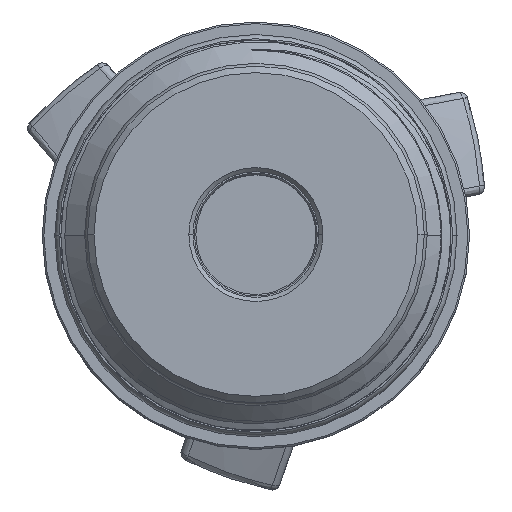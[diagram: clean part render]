
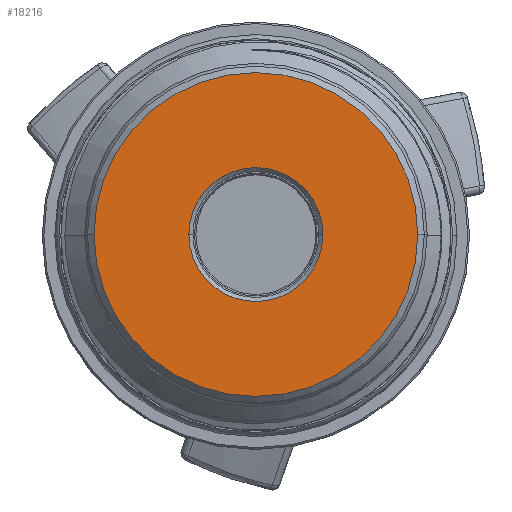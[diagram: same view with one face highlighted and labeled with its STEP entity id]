
A CAD part, top view. The second image highlights one B-rep face of the part: STEP entity #18216.
In plain terms, the highlighted planar face has unit normal (0, 0, 1).
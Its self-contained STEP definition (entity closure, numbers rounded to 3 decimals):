
#2204 = AXIS2_PLACEMENT_3D ( 'NONE', #11668, #4961, #7112 ) ;
#2518 = VERTEX_POINT ( 'NONE', #22941 ) ;
#3280 = DIRECTION ( 'NONE',  ( 0., 0., -1. ) ) ;
#3640 = DIRECTION ( 'NONE',  ( 0., 0., -1. ) ) ;
#3641 = VERTEX_POINT ( 'NONE', #18276 ) ;
#3721 = ORIENTED_EDGE ( 'NONE', *, *, #23601, .T. ) ;
#4862 = AXIS2_PLACEMENT_3D ( 'NONE', #15554, #3640, #15345 ) ;
#4961 = DIRECTION ( 'NONE',  ( 0., 0., 1. ) ) ;
#4993 = CIRCLE ( 'NONE', #9864, 19.84 ) ;
#7039 = DIRECTION ( 'NONE',  ( 0., 0., -1. ) ) ;
#7112 = DIRECTION ( 'NONE',  ( 1., 0., 0. ) ) ;
#8076 = FACE_OUTER_BOUND ( 'NONE', #14723, .T. ) ;
#8158 = CARTESIAN_POINT ( 'NONE',  ( -19.84, 0., 96.16 ) ) ;
#8852 = AXIS2_PLACEMENT_3D ( 'NONE', #27803, #7039, #9483 ) ;
#9483 = DIRECTION ( 'NONE',  ( -1., 0., 0. ) ) ;
#9864 = AXIS2_PLACEMENT_3D ( 'NONE', #15847, #13198, #27346 ) ;
#10757 = VERTEX_POINT ( 'NONE', #16002 ) ;
#11668 = CARTESIAN_POINT ( 'NONE',  ( 0., 0., 96.16 ) ) ;
#12059 = CIRCLE ( 'NONE', #18715, 8.21 ) ;
#12672 = CIRCLE ( 'NONE', #2204, 19.84 ) ;
#12795 = EDGE_CURVE ( 'NONE', #2518, #27633, #4993, .T. ) ;
#13198 = DIRECTION ( 'NONE',  ( 0., 0., 1. ) ) ;
#14303 = ORIENTED_EDGE ( 'NONE', *, *, #22817, .T. ) ;
#14723 = EDGE_LOOP ( 'NONE', ( #3721, #16176 ) ) ;
#15345 = DIRECTION ( 'NONE',  ( -1., 0., 0. ) ) ;
#15554 = CARTESIAN_POINT ( 'NONE',  ( 0., 0., 96.16 ) ) ;
#15847 = CARTESIAN_POINT ( 'NONE',  ( 0., 0., 96.16 ) ) ;
#16002 = CARTESIAN_POINT ( 'NONE',  ( -8.21, 0., 96.16 ) ) ;
#16176 = ORIENTED_EDGE ( 'NONE', *, *, #12795, .T. ) ;
#16426 = FACE_BOUND ( 'NONE', #25601, .T. ) ;
#17422 = CARTESIAN_POINT ( 'NONE',  ( 0., 0., 96.16 ) ) ;
#18216 = ADVANCED_FACE ( 'NONE', ( #16426, #8076 ), #29484, .F. ) ;
#18276 = CARTESIAN_POINT ( 'NONE',  ( 8.21, 0., 96.16 ) ) ;
#18715 = AXIS2_PLACEMENT_3D ( 'NONE', #17422, #3280, #24385 ) ;
#19168 = EDGE_CURVE ( 'NONE', #3641, #10757, #12059, .T. ) ;
#22817 = EDGE_CURVE ( 'NONE', #10757, #3641, #27612, .T. ) ;
#22941 = CARTESIAN_POINT ( 'NONE',  ( 19.84, 0., 96.16 ) ) ;
#23601 = EDGE_CURVE ( 'NONE', #27633, #2518, #12672, .T. ) ;
#24385 = DIRECTION ( 'NONE',  ( -1., 0., 0. ) ) ;
#25601 = EDGE_LOOP ( 'NONE', ( #29968, #14303 ) ) ;
#27346 = DIRECTION ( 'NONE',  ( 1., 0., 0. ) ) ;
#27612 = CIRCLE ( 'NONE', #8852, 8.21 ) ;
#27633 = VERTEX_POINT ( 'NONE', #8158 ) ;
#27803 = CARTESIAN_POINT ( 'NONE',  ( 0., 0., 96.16 ) ) ;
#29484 = PLANE ( 'NONE',  #4862 ) ;
#29968 = ORIENTED_EDGE ( 'NONE', *, *, #19168, .T. ) ;
